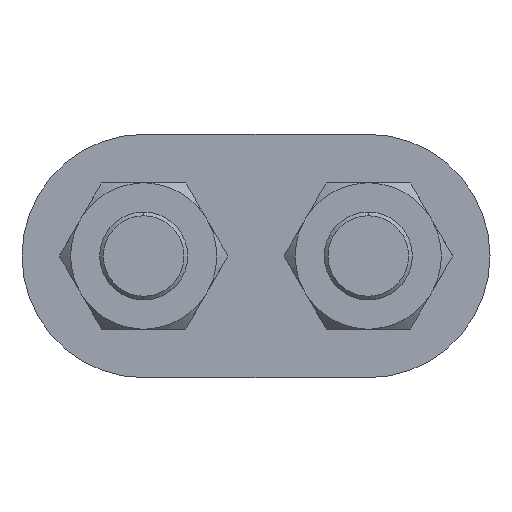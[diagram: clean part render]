
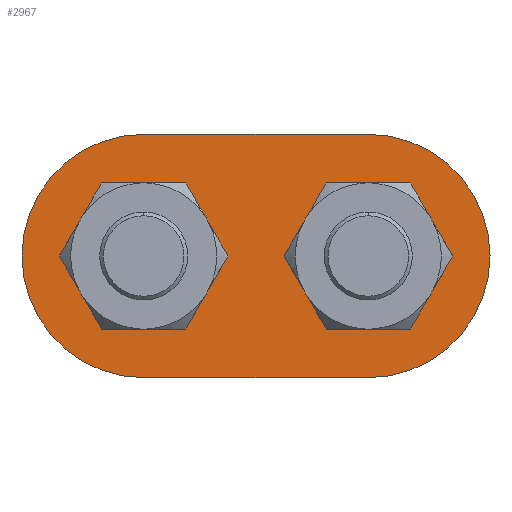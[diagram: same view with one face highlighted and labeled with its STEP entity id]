
A CAD part, front view. The second image highlights one B-rep face of the part: STEP entity #2967.
In plain terms, the highlighted planar face has unit normal (0, -1, 0).
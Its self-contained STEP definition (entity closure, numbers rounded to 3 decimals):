
#44 = AXIS2_PLACEMENT_3D ( 'NONE', #49, #5305, #105 ) ;
#49 = CARTESIAN_POINT ( 'NONE',  ( -6., 0., 0. ) ) ;
#69 = FACE_OUTER_BOUND ( 'NONE', #2422, .T. ) ;
#105 = DIRECTION ( 'NONE',  ( 0., 0., 1. ) ) ;
#258 = DIRECTION ( 'NONE',  ( 0., -1., 0. ) ) ;
#375 = LINE ( 'NONE', #892, #1543 ) ;
#432 = DIRECTION ( 'NONE',  ( -1., 0., 0. ) ) ;
#507 = CARTESIAN_POINT ( 'NONE',  ( -6., 0., 0. ) ) ;
#589 = DIRECTION ( 'NONE',  ( 0., 0., 1. ) ) ;
#590 = CIRCLE ( 'NONE', #4707, 3.1 ) ;
#676 = CARTESIAN_POINT ( 'NONE',  ( -6., 0., -3.1 ) ) ;
#757 = EDGE_CURVE ( 'NONE', #1291, #3054, #3182, .T. ) ;
#892 = CARTESIAN_POINT ( 'NONE',  ( 6., 0., -6.5 ) ) ;
#1064 = ORIENTED_EDGE ( 'NONE', *, *, #4666, .F. ) ;
#1291 = VERTEX_POINT ( 'NONE', #3057 ) ;
#1324 = VERTEX_POINT ( 'NONE', #2128 ) ;
#1389 = AXIS2_PLACEMENT_3D ( 'NONE', #4948, #5902, #2089 ) ;
#1496 = LINE ( 'NONE', #2875, #5354 ) ;
#1543 = VECTOR ( 'NONE', #432, 1000. ) ;
#1740 = CARTESIAN_POINT ( 'NONE',  ( 6., 0., 0. ) ) ;
#1751 = EDGE_CURVE ( 'NONE', #3054, #1291, #2740, .T. ) ;
#1753 = CARTESIAN_POINT ( 'NONE',  ( -6., 0., 6.5 ) ) ;
#1759 = CARTESIAN_POINT ( 'NONE',  ( 6., 0., 6.5 ) ) ;
#1784 = FACE_BOUND ( 'NONE', #4895, .T. ) ;
#1794 = ORIENTED_EDGE ( 'NONE', *, *, #4550, .F. ) ;
#1807 = CIRCLE ( 'NONE', #3426, 6.5 ) ;
#2037 = CARTESIAN_POINT ( 'NONE',  ( 6., 0., -3.1 ) ) ;
#2089 = DIRECTION ( 'NONE',  ( 0., 0., 1. ) ) ;
#2128 = CARTESIAN_POINT ( 'NONE',  ( 6., 0., 3.1 ) ) ;
#2232 = DIRECTION ( 'NONE',  ( 0., 0., -1. ) ) ;
#2291 = DIRECTION ( 'NONE',  ( 0., -1., 0. ) ) ;
#2422 = EDGE_LOOP ( 'NONE', ( #1064, #5664, #1794, #4809 ) ) ;
#2607 = FACE_BOUND ( 'NONE', #4998, .T. ) ;
#2614 = CARTESIAN_POINT ( 'NONE',  ( 6., 0., -6.5 ) ) ;
#2722 = DIRECTION ( 'NONE',  ( 0., 0., -1. ) ) ;
#2740 = CIRCLE ( 'NONE', #4229, 3.1 ) ;
#2772 = EDGE_CURVE ( 'NONE', #4392, #1324, #590, .T. ) ;
#2864 = VERTEX_POINT ( 'NONE', #1753 ) ;
#2875 = CARTESIAN_POINT ( 'NONE',  ( 6., 0., 6.5 ) ) ;
#2911 = ORIENTED_EDGE ( 'NONE', *, *, #757, .F. ) ;
#2944 = DIRECTION ( 'NONE',  ( 0., -1., 0. ) ) ;
#2967 = ADVANCED_FACE ( 'NONE', ( #2607, #1784, #69 ), #4771, .F. ) ;
#2999 = CIRCLE ( 'NONE', #1389, 6.5 ) ;
#3054 = VERTEX_POINT ( 'NONE', #676 ) ;
#3057 = CARTESIAN_POINT ( 'NONE',  ( -6., 0., 3.1 ) ) ;
#3182 = CIRCLE ( 'NONE', #5307, 3.1 ) ;
#3189 = VERTEX_POINT ( 'NONE', #4648 ) ;
#3329 = DIRECTION ( 'NONE',  ( 0., -1., 0. ) ) ;
#3406 = VERTEX_POINT ( 'NONE', #1759 ) ;
#3426 = AXIS2_PLACEMENT_3D ( 'NONE', #1740, #5547, #2722 ) ;
#3497 = EDGE_CURVE ( 'NONE', #4125, #3189, #375, .T. ) ;
#3708 = AXIS2_PLACEMENT_3D ( 'NONE', #5639, #3329, #3804 ) ;
#3804 = DIRECTION ( 'NONE',  ( 0., 0., -1. ) ) ;
#3888 = CIRCLE ( 'NONE', #3708, 3.1 ) ;
#4125 = VERTEX_POINT ( 'NONE', #2614 ) ;
#4229 = AXIS2_PLACEMENT_3D ( 'NONE', #507, #2944, #589 ) ;
#4319 = ORIENTED_EDGE ( 'NONE', *, *, #1751, .F. ) ;
#4324 = DIRECTION ( 'NONE',  ( 1., 0., 0. ) ) ;
#4392 = VERTEX_POINT ( 'NONE', #2037 ) ;
#4550 = EDGE_CURVE ( 'NONE', #3406, #4125, #1807, .T. ) ;
#4635 = CARTESIAN_POINT ( 'NONE',  ( 6., 0., 0. ) ) ;
#4648 = CARTESIAN_POINT ( 'NONE',  ( -6., 0., -6.5 ) ) ;
#4666 = EDGE_CURVE ( 'NONE', #3189, #2864, #2999, .T. ) ;
#4707 = AXIS2_PLACEMENT_3D ( 'NONE', #4635, #2291, #2232 ) ;
#4771 = PLANE ( 'NONE',  #44 ) ;
#4809 = ORIENTED_EDGE ( 'NONE', *, *, #5641, .F. ) ;
#4895 = EDGE_LOOP ( 'NONE', ( #5557, #5267 ) ) ;
#4948 = CARTESIAN_POINT ( 'NONE',  ( -6., 0., 0. ) ) ;
#4998 = EDGE_LOOP ( 'NONE', ( #4319, #2911 ) ) ;
#5267 = ORIENTED_EDGE ( 'NONE', *, *, #5527, .F. ) ;
#5305 = DIRECTION ( 'NONE',  ( 0., 1., 0. ) ) ;
#5307 = AXIS2_PLACEMENT_3D ( 'NONE', #5948, #258, #5477 ) ;
#5354 = VECTOR ( 'NONE', #4324, 1000. ) ;
#5477 = DIRECTION ( 'NONE',  ( 0., 0., 1. ) ) ;
#5527 = EDGE_CURVE ( 'NONE', #1324, #4392, #3888, .T. ) ;
#5547 = DIRECTION ( 'NONE',  ( 0., 1., 0. ) ) ;
#5557 = ORIENTED_EDGE ( 'NONE', *, *, #2772, .F. ) ;
#5639 = CARTESIAN_POINT ( 'NONE',  ( 6., 0., 0. ) ) ;
#5641 = EDGE_CURVE ( 'NONE', #2864, #3406, #1496, .T. ) ;
#5664 = ORIENTED_EDGE ( 'NONE', *, *, #3497, .F. ) ;
#5902 = DIRECTION ( 'NONE',  ( 0., 1., 0. ) ) ;
#5948 = CARTESIAN_POINT ( 'NONE',  ( -6., 0., 0. ) ) ;
